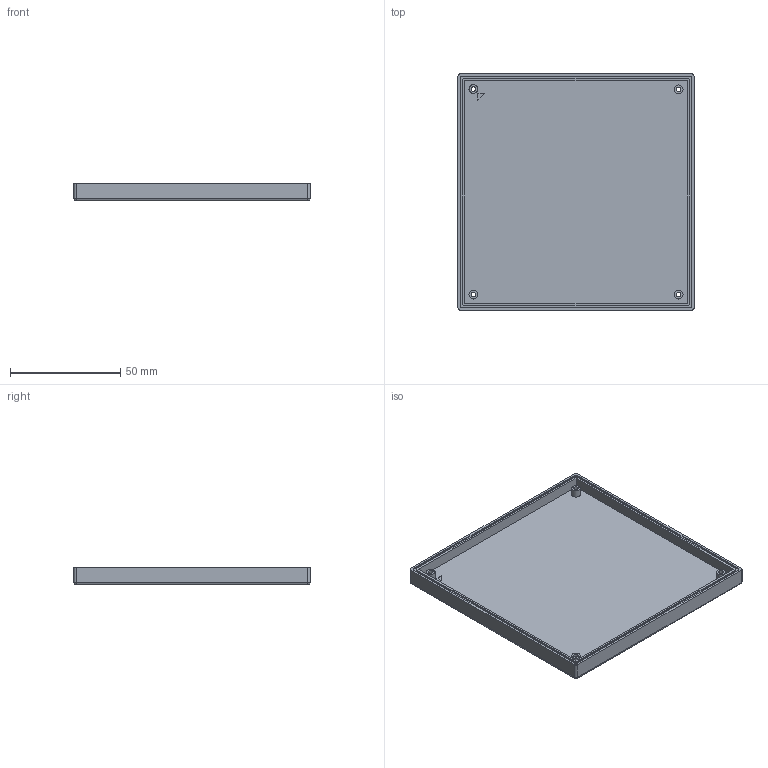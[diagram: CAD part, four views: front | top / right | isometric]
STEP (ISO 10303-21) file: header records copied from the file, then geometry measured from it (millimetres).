
FILE_DESCRIPTION(/* description */ (''),/* implementation_level */ '2;1');
FILE_NAME(/* name */ 'lower-board-case.step',/* time_stamp */ '2025-05-05T17:41:18-07:00',/* author */ (''),/* organization */ (''),/* preprocessor_version */ 'ST-DEVELOPER v20.1',/* originating_system */ 'Autodesk Translation Framework v14.4.0.0',/* authorisation */ '');
FILE_SCHEMA (('AUTOMOTIVE_DESIGN { 1 0 10303 214 3 1 1 }'));
Length unit declared in the file: millimetre
Products named in the file (2): EGR314-board; Bottom Case
Assembly tree (1 placements, depth 2):
  EGR314-board
    Bottom Case
Bounding box: 107 x 107 x 8 mm (x, y, z)
Volume: 40276.9 mm3; surface area: 28940.6 mm2
Topology: 1 solids, 1 shells, 85 faces, 201 edges, 130 vertices
Faces by surface type: plane 57, cylinder 24, sphere 4
Full cylindrical faces by diameter (mm): 2.1 x4, 4 x4
Entity records: 2496 total; most frequent: DIRECTION 425, CARTESIAN_POINT 419, ORIENTED_EDGE 402, EDGE_CURVE 201, LINE 153, VECTOR 153, AXIS2_PLACEMENT_3D 136, VERTEX_POINT 130
